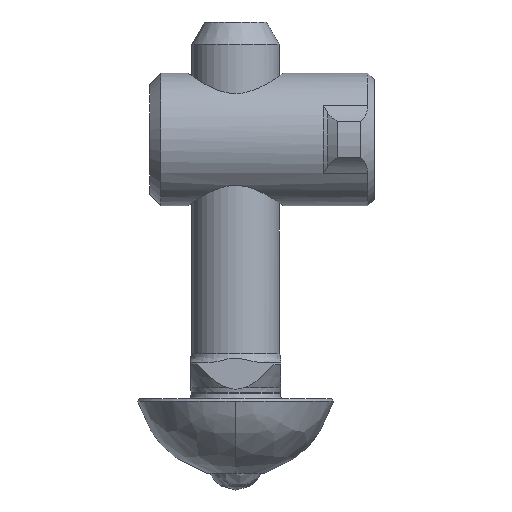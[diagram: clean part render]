
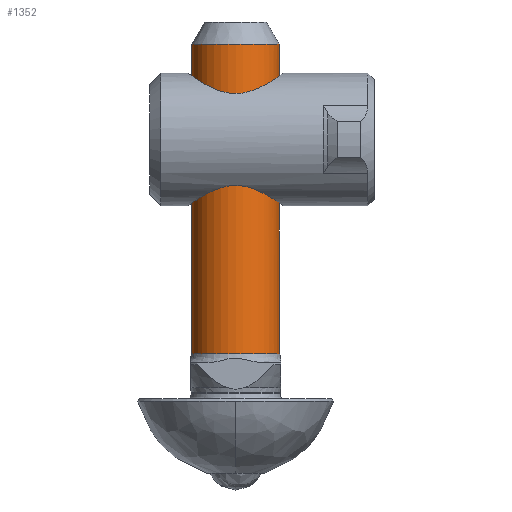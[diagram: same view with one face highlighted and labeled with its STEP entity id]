
A CAD part, front view. The second image highlights one B-rep face of the part: STEP entity #1352.
In plain terms, the highlighted cylindrical face has radius 3.9 mm (diameter 7.8 mm), a partial arc.
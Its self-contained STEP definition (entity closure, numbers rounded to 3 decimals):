
#11 = EDGE_CURVE ( 'NONE', #1036, #2009, #1882, .T. ) ;
#51 = B_SPLINE_CURVE_WITH_KNOTS ( 'NONE', 3,
 ( #3184, #845, #1154, #2554, #1891, #168, #435, #3203, #4226, #2577, #3593, #1540, #2133, #477, #1804, #78, #2911, #1469 ),
 .UNSPECIFIED., .F., .F.,
 ( 4, 2, 2, 2, 2, 2, 2, 2, 4 ),
 ( 0.012, 0.013, 0.013, 0.014, 0.015, 0.015, 0.016, 0.017, 0.017 ),
 .UNSPECIFIED. ) ;
#78 = CARTESIAN_POINT ( 'NONE',  ( 2.797, -2.719, 11.669 ) ) ;
#88 = CARTESIAN_POINT ( 'NONE',  ( -3.9, 0., 20.566 ) ) ;
#133 = CARTESIAN_POINT ( 'NONE',  ( 3.9, 0., 20.566 ) ) ;
#168 = CARTESIAN_POINT ( 'NONE',  ( 3.64, -1.412, 8.808 ) ) ;
#180 = DIRECTION ( 'NONE',  ( 0., 0., 1. ) ) ;
#266 = VECTOR ( 'NONE', #3715, 1000. ) ;
#272 = LINE ( 'NONE', #3631, #266 ) ;
#351 = CARTESIAN_POINT ( 'NONE',  ( 2.838, -2.679, 12.999 ) ) ;
#418 = CARTESIAN_POINT ( 'NONE',  ( 3.758, -1.058, 15.676 ) ) ;
#431 = VERTEX_POINT ( 'NONE', #133 ) ;
#435 = CARTESIAN_POINT ( 'NONE',  ( 3.575, -1.567, 8.952 ) ) ;
#477 = CARTESIAN_POINT ( 'NONE',  ( 2.886, -2.624, 11.018 ) ) ;
#575 = ORIENTED_EDGE ( 'NONE', *, *, #3690, .T. ) ;
#622 = DIRECTION ( 'NONE',  ( 0., 0., 1. ) ) ;
#675 = EDGE_CURVE ( 'NONE', #1036, #2378, #1477, .T. ) ;
#742 = CARTESIAN_POINT ( 'NONE',  ( 3.9, 0., 5.316 ) ) ;
#761 = VERTEX_POINT ( 'NONE', #3403 ) ;
#845 = CARTESIAN_POINT ( 'NONE',  ( 3.9, -0.226, 8.266 ) ) ;
#871 = CARTESIAN_POINT ( 'NONE',  ( 3.9, 0., 15.966 ) ) ;
#983 = CYLINDRICAL_SURFACE ( 'NONE', #1406, 3.9 ) ;
#1026 = CARTESIAN_POINT ( 'NONE',  ( 0., 0., 5.316 ) ) ;
#1035 = LINE ( 'NONE', #742, #3513 ) ;
#1036 = VERTEX_POINT ( 'NONE', #1821 ) ;
#1071 = CARTESIAN_POINT ( 'NONE',  ( 3.9, -0.226, 15.966 ) ) ;
#1113 = CARTESIAN_POINT ( 'NONE',  ( 3.029, -2.461, 13.848 ) ) ;
#1154 = CARTESIAN_POINT ( 'NONE',  ( 3.88, -0.445, 8.305 ) ) ;
#1292 = CARTESIAN_POINT ( 'NONE',  ( 0., 0., -6.934 ) ) ;
#1324 = CARTESIAN_POINT ( 'NONE',  ( 2.783, -2.733, 12.116 ) ) ;
#1352 = ADVANCED_FACE ( 'NONE', ( #3774 ), #983, .T. ) ;
#1375 = EDGE_LOOP ( 'NONE', ( #3822, #3010, #3150, #3346, #3483, #2588, #575 ) ) ;
#1383 = CARTESIAN_POINT ( 'NONE',  ( 3.64, -1.411, 15.424 ) ) ;
#1406 = AXIS2_PLACEMENT_3D ( 'NONE', #1026, #622, #3799 ) ;
#1452 = DIRECTION ( 'NONE',  ( 1., 0., 0. ) ) ;
#1469 = CARTESIAN_POINT ( 'NONE',  ( 2.783, -2.733, 12.116 ) ) ;
#1477 = CIRCLE ( 'NONE', #4425, 3.9 ) ;
#1540 = CARTESIAN_POINT ( 'NONE',  ( 3.038, -2.448, 10.389 ) ) ;
#1549 = VECTOR ( 'NONE', #180, 1000. ) ;
#1627 = DIRECTION ( 'NONE',  ( 0., 0., 1. ) ) ;
#1730 = DIRECTION ( 'NONE',  ( 0., 0., 1. ) ) ;
#1788 = CARTESIAN_POINT ( 'NONE',  ( 3.574, -1.569, 15.277 ) ) ;
#1804 = CARTESIAN_POINT ( 'NONE',  ( 2.848, -2.664, 11.233 ) ) ;
#1811 = CARTESIAN_POINT ( 'NONE',  ( 3.88, -0.446, 15.926 ) ) ;
#1821 = CARTESIAN_POINT ( 'NONE',  ( -3.9, 0., -6.934 ) ) ;
#1882 = LINE ( 'NONE', #3258, #1549 ) ;
#1891 = CARTESIAN_POINT ( 'NONE',  ( 3.758, -1.058, 8.555 ) ) ;
#2009 = VERTEX_POINT ( 'NONE', #88 ) ;
#2072 = DIRECTION ( 'NONE',  ( 0., 0., -1. ) ) ;
#2096 = CARTESIAN_POINT ( 'NONE',  ( 2.783, -2.733, 12.563 ) ) ;
#2133 = CARTESIAN_POINT ( 'NONE',  ( 2.981, -2.516, 10.597 ) ) ;
#2340 = CIRCLE ( 'NONE', #2934, 3.9 ) ;
#2378 = VERTEX_POINT ( 'NONE', #3725 ) ;
#2384 = CARTESIAN_POINT ( 'NONE',  ( 3.9, 0., 15.966 ) ) ;
#2460 = CARTESIAN_POINT ( 'NONE',  ( 3.437, -1.849, 14.961 ) ) ;
#2461 = B_SPLINE_CURVE_WITH_KNOTS ( 'NONE', 3,
 ( #4208, #2096, #351, #1113, #2825, #3456, #2460, #1788, #1383, #418, #2486, #1811, #1071, #2384 ),
 .UNSPECIFIED., .F., .F.,
 ( 4, 2, 2, 2, 2, 2, 4 ),
 ( 0.017, 0.019, 0.02, 0.021, 0.021, 0.022, 0.023 ),
 .UNSPECIFIED. ) ;
#2486 = CARTESIAN_POINT ( 'NONE',  ( 3.809, -0.866, 15.78 ) ) ;
#2554 = CARTESIAN_POINT ( 'NONE',  ( 3.809, -0.866, 8.451 ) ) ;
#2577 = CARTESIAN_POINT ( 'NONE',  ( 3.228, -2.192, 9.806 ) ) ;
#2588 = ORIENTED_EDGE ( 'NONE', *, *, #3070, .T. ) ;
#2759 = VERTEX_POINT ( 'NONE', #1324 ) ;
#2825 = CARTESIAN_POINT ( 'NONE',  ( 3.158, -2.303, 14.242 ) ) ;
#2898 = EDGE_CURVE ( 'NONE', #761, #2759, #51, .T. ) ;
#2911 = CARTESIAN_POINT ( 'NONE',  ( 2.783, -2.733, 11.892 ) ) ;
#2934 = AXIS2_PLACEMENT_3D ( 'NONE', #3092, #2072, #1452 ) ;
#3010 = ORIENTED_EDGE ( 'NONE', *, *, #675, .T. ) ;
#3070 = EDGE_CURVE ( 'NONE', #3742, #431, #272, .T. ) ;
#3092 = CARTESIAN_POINT ( 'NONE',  ( 0., 0., 20.566 ) ) ;
#3150 = ORIENTED_EDGE ( 'NONE', *, *, #4355, .T. ) ;
#3184 = CARTESIAN_POINT ( 'NONE',  ( 3.9, 0., 8.266 ) ) ;
#3203 = CARTESIAN_POINT ( 'NONE',  ( 3.438, -1.848, 9.269 ) ) ;
#3258 = CARTESIAN_POINT ( 'NONE',  ( -3.9, 0., 5.316 ) ) ;
#3346 = ORIENTED_EDGE ( 'NONE', *, *, #2898, .T. ) ;
#3403 = CARTESIAN_POINT ( 'NONE',  ( 3.9, 0., 8.266 ) ) ;
#3456 = CARTESIAN_POINT ( 'NONE',  ( 3.367, -1.973, 14.79 ) ) ;
#3483 = ORIENTED_EDGE ( 'NONE', *, *, #3627, .T. ) ;
#3513 = VECTOR ( 'NONE', #1730, 1000. ) ;
#3593 = CARTESIAN_POINT ( 'NONE',  ( 3.161, -2.286, 9.995 ) ) ;
#3627 = EDGE_CURVE ( 'NONE', #2759, #3742, #2461, .T. ) ;
#3631 = CARTESIAN_POINT ( 'NONE',  ( 3.9, 0., 5.316 ) ) ;
#3690 = EDGE_CURVE ( 'NONE', #431, #2009, #2340, .T. ) ;
#3715 = DIRECTION ( 'NONE',  ( 0., 0., 1. ) ) ;
#3725 = CARTESIAN_POINT ( 'NONE',  ( 3.9, 0., -6.934 ) ) ;
#3742 = VERTEX_POINT ( 'NONE', #871 ) ;
#3774 = FACE_OUTER_BOUND ( 'NONE', #1375, .T. ) ;
#3799 = DIRECTION ( 'NONE',  ( 1., 0., 0. ) ) ;
#3822 = ORIENTED_EDGE ( 'NONE', *, *, #11, .F. ) ;
#4208 = CARTESIAN_POINT ( 'NONE',  ( 2.783, -2.733, 12.116 ) ) ;
#4226 = CARTESIAN_POINT ( 'NONE',  ( 3.366, -1.974, 9.443 ) ) ;
#4355 = EDGE_CURVE ( 'NONE', #2378, #761, #1035, .T. ) ;
#4401 = DIRECTION ( 'NONE',  ( 1., 0., 0. ) ) ;
#4425 = AXIS2_PLACEMENT_3D ( 'NONE', #1292, #1627, #4401 ) ;
